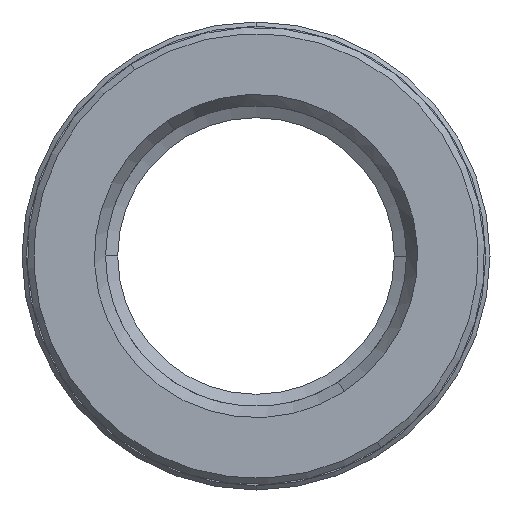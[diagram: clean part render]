
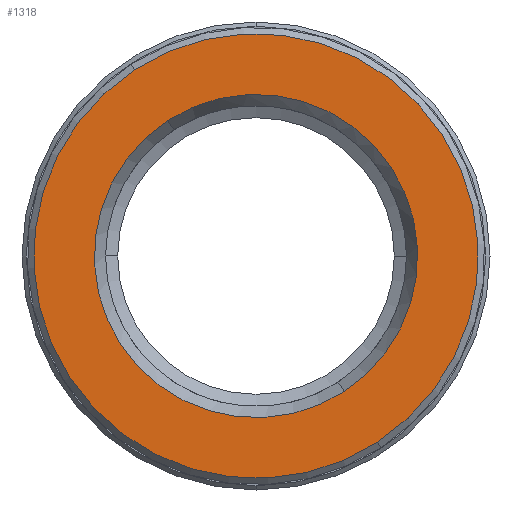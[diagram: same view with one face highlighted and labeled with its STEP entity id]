
A CAD part, front view. The second image highlights one B-rep face of the part: STEP entity #1318.
In plain terms, the highlighted planar face has unit normal (0, -1, 0).
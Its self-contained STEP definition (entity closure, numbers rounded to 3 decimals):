
#497 = CARTESIAN_POINT ( 'NONE',  ( -5.716, -23.4, 8.748 ) ) ;
#499 = CARTESIAN_POINT ( 'NONE',  ( -4.157, -23.4, 6.362 ) ) ;
#576 = CARTESIAN_POINT ( 'NONE',  ( 5.716, -23.4, -8.748 ) ) ;
#593 = CARTESIAN_POINT ( 'NONE',  ( 4.157, -23.4, -6.362 ) ) ;
#594 = DIRECTION ( 'NONE',  ( 0.547, 0., -0.837 ) ) ;
#595 = DIRECTION ( 'NONE',  ( 0., 1., 0. ) ) ;
#596 = CARTESIAN_POINT ( 'NONE',  ( 0., -23.4, 0. ) ) ;
#597 = AXIS2_PLACEMENT_3D ( 'NONE', #596, #595, #594 ) ;
#598 = CIRCLE ( 'NONE', #597, 7.6 ) ;
#644 = DIRECTION ( 'NONE',  ( 0.547, 0., -0.837 ) ) ;
#645 = DIRECTION ( 'NONE',  ( 0., 1., 0. ) ) ;
#646 = CARTESIAN_POINT ( 'NONE',  ( 0., -23.4, 0. ) ) ;
#650 = AXIS2_PLACEMENT_3D ( 'NONE', #646, #645, #644 ) ;
#651 = DIRECTION ( 'NONE',  ( -0.547, 0., 0.837 ) ) ;
#652 = DIRECTION ( 'NONE',  ( 0., -1., 0. ) ) ;
#662 = FACE_BOUND ( 'NONE', #1239, .T. ) ;
#666 = AXIS2_PLACEMENT_3D ( 'NONE', #669, #652, #651 ) ;
#667 = PLANE ( 'NONE',  #666 ) ;
#668 = CIRCLE ( 'NONE', #650, 7.6 ) ;
#669 = CARTESIAN_POINT ( 'NONE',  ( -8.748, -23.4, -5.716 ) ) ;
#670 = FACE_OUTER_BOUND ( 'NONE', #1242, .T. ) ;
#707 = CARTESIAN_POINT ( 'NONE',  ( 0., -23.4, 0. ) ) ;
#708 = AXIS2_PLACEMENT_3D ( 'NONE', #707, #738, #737 ) ;
#709 = CIRCLE ( 'NONE', #708, 10.45 ) ;
#737 = DIRECTION ( 'NONE',  ( 0.547, 0., -0.837 ) ) ;
#738 = DIRECTION ( 'NONE',  ( 0., 1., 0. ) ) ;
#831 = EDGE_CURVE ( 'NONE', #939, #950, #1545, .T. ) ;
#939 = VERTEX_POINT ( 'NONE', #576 ) ;
#947 = VERTEX_POINT ( 'NONE', #499 ) ;
#950 = VERTEX_POINT ( 'NONE', #497 ) ;
#953 = EDGE_CURVE ( 'NONE', #947, #954, #598, .T. ) ;
#954 = VERTEX_POINT ( 'NONE', #593 ) ;
#1239 = EDGE_LOOP ( 'NONE', ( #1240, #1241 ) ) ;
#1240 = ORIENTED_EDGE ( 'NONE', *, *, #953, .T. ) ;
#1241 = ORIENTED_EDGE ( 'NONE', *, *, #1332, .T. ) ;
#1242 = EDGE_LOOP ( 'NONE', ( #1243, #1244 ) ) ;
#1243 = ORIENTED_EDGE ( 'NONE', *, *, #831, .F. ) ;
#1244 = ORIENTED_EDGE ( 'NONE', *, *, #1446, .F. ) ;
#1318 = ADVANCED_FACE ( 'NONE', ( #662, #670 ), #667, .T. ) ;
#1332 = EDGE_CURVE ( 'NONE', #954, #947, #668, .T. ) ;
#1446 = EDGE_CURVE ( 'NONE', #950, #939, #709, .T. ) ;
#1541 = DIRECTION ( 'NONE',  ( 0.547, 0., -0.837 ) ) ;
#1542 = DIRECTION ( 'NONE',  ( 0., 1., 0. ) ) ;
#1543 = CARTESIAN_POINT ( 'NONE',  ( 0., -23.4, 0. ) ) ;
#1544 = AXIS2_PLACEMENT_3D ( 'NONE', #1543, #1542, #1541 ) ;
#1545 = CIRCLE ( 'NONE', #1544, 10.45 ) ;
